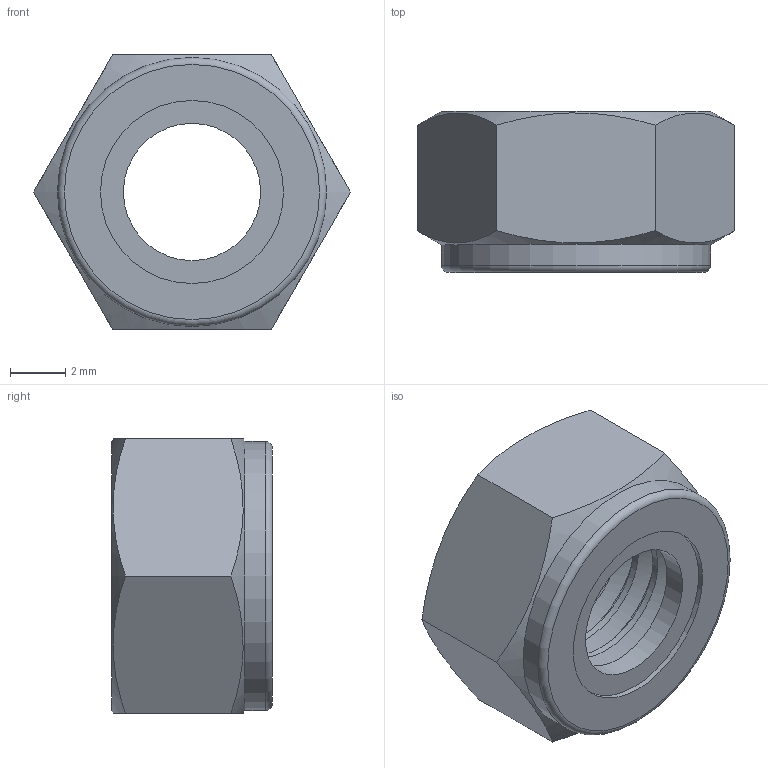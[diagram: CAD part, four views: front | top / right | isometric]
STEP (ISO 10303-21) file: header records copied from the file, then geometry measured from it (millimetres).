
FILE_DESCRIPTION(/* description */ ('STEP AP203'),/* implementation_level */ '2;1');
FILE_NAME(/* name */ 'M6 Lock Nut.step',/* time_stamp */ '2026-02-03T17:08:37-05:00',/* author */ (''),/* organization */ (''),/* preprocessor_version */ 'ST-DEVELOPER v20.1',/* originating_system */ 'Autodesk Translation Framework v14.21.0.0',/* authorisation */ '');
FILE_SCHEMA (('AUTOMOTIVE_DESIGN { 1 0 10303 214 3 1 1 }'));
Length unit declared in the file: millimetre
Products named in the file (1): M6 Lock nut
Bounding box: 11.43 x 5.8 x 9.9 mm (x, y, z)
Volume: 333 mm3; surface area: 475.4 mm2
Topology: 1 solids, 1 shells, 33 faces, 84 edges, 55 vertices
Faces by surface type: cylinder 14, plane 12, bspline 4, cone 2, torus 1
Full cylindrical faces by diameter (mm): 4.95 x1, 5.117 x3, 6.2 x6, 6.6 x1, 9.7 x1
Entity records: 2346 total; most frequent: CARTESIAN_POINT 1588, ORIENTED_EDGE 168, DIRECTION 122, EDGE_CURVE 84, VERTEX_POINT 55, AXIS2_PLACEMENT_3D 50, EDGE_LOOP 37, B_SPLINE_CURVE_WITH_KNOTS 35
